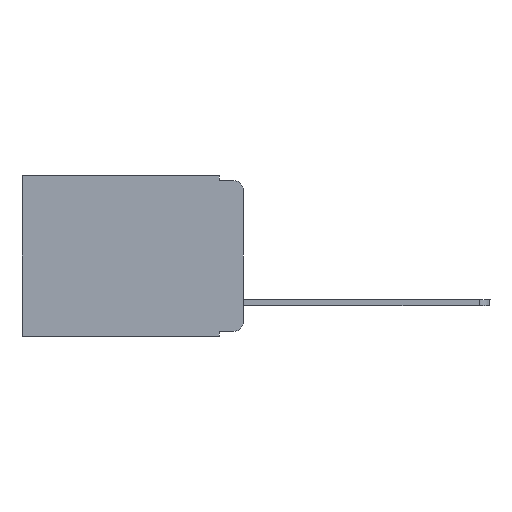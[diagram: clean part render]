
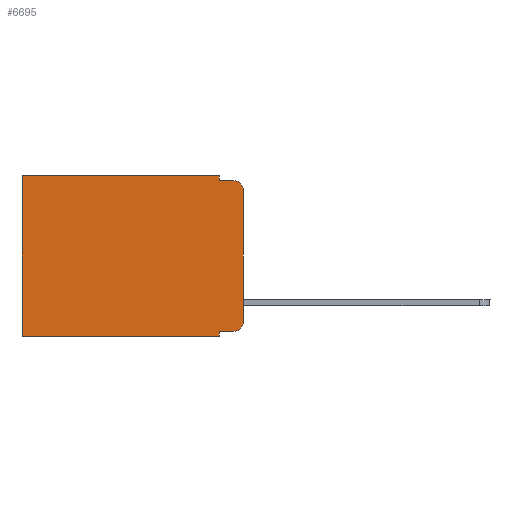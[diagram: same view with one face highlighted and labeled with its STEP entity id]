
A CAD part, left-side view. The second image highlights one B-rep face of the part: STEP entity #6695.
In plain terms, the highlighted planar face has unit normal (-1, 0, 0).
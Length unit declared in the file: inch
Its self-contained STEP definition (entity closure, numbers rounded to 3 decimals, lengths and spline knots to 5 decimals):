
#167 = ORIENTED_EDGE ( 'NONE', *, *, #3393, .T. ) ;
#289 = CARTESIAN_POINT ( 'NONE',  ( 0.298, 0., 0. ) ) ;
#332 = VERTEX_POINT ( 'NONE', #18763 ) ;
#689 = ORIENTED_EDGE ( 'NONE', *, *, #15481, .F. ) ;
#697 = ORIENTED_EDGE ( 'NONE', *, *, #9920, .T. ) ;
#1833 = LINE ( 'NONE', #20941, #16854 ) ;
#2167 = DIRECTION ( 'NONE',  ( 0., 1., 0. ) ) ;
#2224 = ORIENTED_EDGE ( 'NONE', *, *, #20323, .T. ) ;
#2241 = ORIENTED_EDGE ( 'NONE', *, *, #11987, .T. ) ;
#2270 = CARTESIAN_POINT ( 'NONE',  ( 0.298, 0.02, -0.01 ) ) ;
#2280 = EDGE_CURVE ( 'NONE', #14481, #9816, #4264, .T. ) ;
#2475 = VECTOR ( 'NONE', #5499, 39.37008 ) ;
#3393 = EDGE_CURVE ( 'NONE', #14481, #20944, #18841, .T. ) ;
#3394 = AXIS2_PLACEMENT_3D ( 'NONE', #14861, #12800, #21323 ) ;
#3427 = CARTESIAN_POINT ( 'NONE',  ( 0.298, 0.051, -0.333 ) ) ;
#3975 = DIRECTION ( 'NONE',  ( 0., 0., -1. ) ) ;
#4152 = DIRECTION ( 'NONE',  ( 1., 0., 0. ) ) ;
#4264 = LINE ( 'NONE', #11199, #18548 ) ;
#4381 = LINE ( 'NONE', #17696, #7775 ) ;
#4965 = CARTESIAN_POINT ( 'NONE',  ( 0.298, 0.473, 0. ) ) ;
#5259 = DIRECTION ( 'NONE',  ( 0., -1., 0. ) ) ;
#5499 = DIRECTION ( 'NONE',  ( 0., -1., 0. ) ) ;
#5540 = CIRCLE ( 'NONE', #18632, 0.02 ) ;
#5643 = VERTEX_POINT ( 'NONE', #3427 ) ;
#6695 = ADVANCED_FACE ( 'NONE', ( #12580 ), #14181, .F. ) ;
#6973 = DIRECTION ( 'NONE',  ( -1., 0., 0. ) ) ;
#7213 = VERTEX_POINT ( 'NONE', #8455 ) ;
#7577 = VECTOR ( 'NONE', #3975, 39.37008 ) ;
#7775 = VECTOR ( 'NONE', #21770, 39.37008 ) ;
#7922 = LINE ( 'NONE', #8031, #8458 ) ;
#8031 = CARTESIAN_POINT ( 'NONE',  ( 0.298, 0., 0. ) ) ;
#8091 = ORIENTED_EDGE ( 'NONE', *, *, #13473, .F. ) ;
#8455 = CARTESIAN_POINT ( 'NONE',  ( 0.298, 0., -0.03 ) ) ;
#8458 = VECTOR ( 'NONE', #21680, 39.37008 ) ;
#8679 = CARTESIAN_POINT ( 'NONE',  ( 0.298, 0.02, -0.313 ) ) ;
#9417 = CARTESIAN_POINT ( 'NONE',  ( 0.298, 0.02, -0.333 ) ) ;
#9816 = VERTEX_POINT ( 'NONE', #19633 ) ;
#9920 = EDGE_CURVE ( 'NONE', #20944, #332, #4381, .T. ) ;
#11199 = CARTESIAN_POINT ( 'NONE',  ( 0.298, 0.051, 0. ) ) ;
#11364 = EDGE_CURVE ( 'NONE', #7213, #18671, #19370, .T. ) ;
#11594 = CARTESIAN_POINT ( 'NONE',  ( 0.298, 0., -0.313 ) ) ;
#11987 = EDGE_CURVE ( 'NONE', #5643, #13788, #1833, .T. ) ;
#12113 = VECTOR ( 'NONE', #12968, 39.37008 ) ;
#12580 = FACE_OUTER_BOUND ( 'NONE', #13743, .T. ) ;
#12800 = DIRECTION ( 'NONE',  ( -1., 0., 0. ) ) ;
#12968 = DIRECTION ( 'NONE',  ( 0., 1., 0. ) ) ;
#13473 = EDGE_CURVE ( 'NONE', #14063, #332, #14587, .T. ) ;
#13717 = AXIS2_PLACEMENT_3D ( 'NONE', #289, #4152, #19407 ) ;
#13743 = EDGE_LOOP ( 'NONE', ( #15705, #19499, #689, #18939, #167, #697, #8091, #15580, #2241, #2224 ) ) ;
#13788 = VERTEX_POINT ( 'NONE', #9417 ) ;
#13919 = DIRECTION ( 'NONE',  ( 0., 0., -1. ) ) ;
#14045 = LINE ( 'NONE', #17773, #2475 ) ;
#14063 = VERTEX_POINT ( 'NONE', #14789 ) ;
#14181 = PLANE ( 'NONE',  #13717 ) ;
#14481 = VERTEX_POINT ( 'NONE', #22222 ) ;
#14587 = LINE ( 'NONE', #18207, #20131 ) ;
#14789 = CARTESIAN_POINT ( 'NONE',  ( 0.298, 0.051, -0.343 ) ) ;
#14861 = CARTESIAN_POINT ( 'NONE',  ( 0.298, 0.02, -0.03 ) ) ;
#15481 = EDGE_CURVE ( 'NONE', #9816, #18671, #14045, .T. ) ;
#15580 = ORIENTED_EDGE ( 'NONE', *, *, #16049, .F. ) ;
#15705 = ORIENTED_EDGE ( 'NONE', *, *, #20808, .F. ) ;
#15998 = DIRECTION ( 'NONE',  ( 0., 0., -1. ) ) ;
#16049 = EDGE_CURVE ( 'NONE', #5643, #14063, #16056, .T. ) ;
#16056 = LINE ( 'NONE', #16385, #7577 ) ;
#16385 = CARTESIAN_POINT ( 'NONE',  ( 0.298, 0.051, 0. ) ) ;
#16854 = VECTOR ( 'NONE', #5259, 39.37008 ) ;
#17696 = CARTESIAN_POINT ( 'NONE',  ( 0.298, 0.473, 0. ) ) ;
#17773 = CARTESIAN_POINT ( 'NONE',  ( 0.298, 0.051, -0.01 ) ) ;
#18207 = CARTESIAN_POINT ( 'NONE',  ( 0.298, 0., -0.343 ) ) ;
#18548 = VECTOR ( 'NONE', #15998, 39.37008 ) ;
#18632 = AXIS2_PLACEMENT_3D ( 'NONE', #8679, #6973, #13919 ) ;
#18671 = VERTEX_POINT ( 'NONE', #2270 ) ;
#18763 = CARTESIAN_POINT ( 'NONE',  ( 0.298, 0.473, -0.343 ) ) ;
#18841 = LINE ( 'NONE', #22229, #12113 ) ;
#18939 = ORIENTED_EDGE ( 'NONE', *, *, #2280, .F. ) ;
#19309 = VERTEX_POINT ( 'NONE', #11594 ) ;
#19370 = CIRCLE ( 'NONE', #3394, 0.02 ) ;
#19407 = DIRECTION ( 'NONE',  ( 0., 0., -1. ) ) ;
#19499 = ORIENTED_EDGE ( 'NONE', *, *, #11364, .T. ) ;
#19633 = CARTESIAN_POINT ( 'NONE',  ( 0.298, 0.051, -0.01 ) ) ;
#20131 = VECTOR ( 'NONE', #2167, 39.37008 ) ;
#20323 = EDGE_CURVE ( 'NONE', #13788, #19309, #5540, .T. ) ;
#20808 = EDGE_CURVE ( 'NONE', #7213, #19309, #7922, .T. ) ;
#20941 = CARTESIAN_POINT ( 'NONE',  ( 0.298, 0.051, -0.333 ) ) ;
#20944 = VERTEX_POINT ( 'NONE', #4965 ) ;
#21323 = DIRECTION ( 'NONE',  ( 0., 0., -1. ) ) ;
#21680 = DIRECTION ( 'NONE',  ( 0., 0., -1. ) ) ;
#21770 = DIRECTION ( 'NONE',  ( 0., 0., -1. ) ) ;
#22222 = CARTESIAN_POINT ( 'NONE',  ( 0.298, 0.051, 0. ) ) ;
#22229 = CARTESIAN_POINT ( 'NONE',  ( 0.298, 0., 0. ) ) ;
